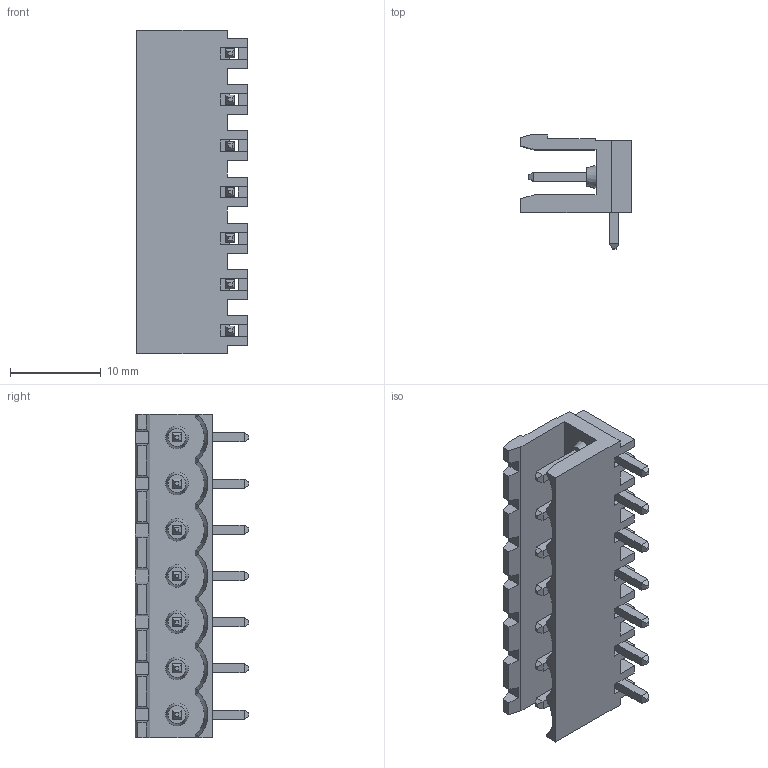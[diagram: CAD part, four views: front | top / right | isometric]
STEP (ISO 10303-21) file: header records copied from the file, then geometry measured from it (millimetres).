
FILE_DESCRIPTION( ( 'STEP AP214' ), '1' );
FILE_NAME( ' ', ' ', ( ' ' ), ( ' ' ), 'PSStep 11.0', 'VISI 17.0', ' ' );
FILE_SCHEMA( ( 'AUTOMOTIVE_DESIGN { 1 0 10303 214 1 1 1 1 }' ) );
Length unit declared in the file: millimetre
Products named in the file (1): 1
Bounding box: 12.2 x 12.5 x 35.56 mm (x, y, z)
Volume: 1553.3 mm3; surface area: 3011.8 mm2
Topology: 1 solids, 8 shells, 388 faces, 1018 edges, 653 vertices
Faces by surface type: plane 360, cone 14, cylinder 14
Entity records: 14686 total; most frequent: CARTESIAN_POINT 2081, ORIENTED_EDGE 2008, DIRECTION 1817, EDGE_CURVE 1004, LINE 941, VECTOR 941, VERTEX_POINT 646, AXIS2_PLACEMENT_3D 438
